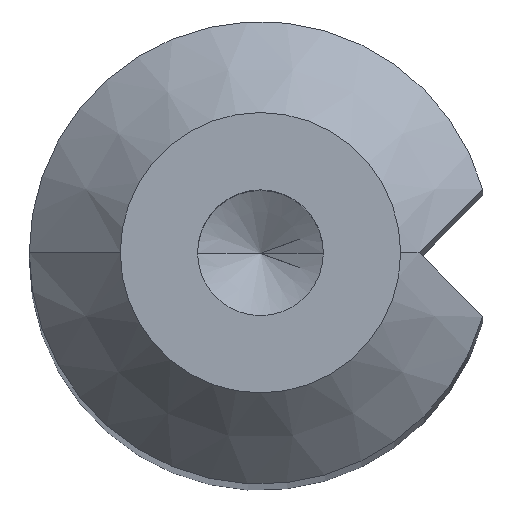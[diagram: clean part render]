
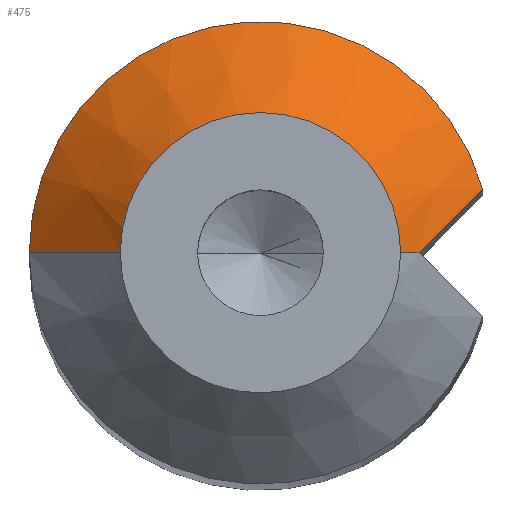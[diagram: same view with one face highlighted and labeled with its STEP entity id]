
A CAD part, top view. The second image highlights one B-rep face of the part: STEP entity #475.
In plain terms, the highlighted conical face has half-angle 45 degrees and reference radius 3.85 mm.
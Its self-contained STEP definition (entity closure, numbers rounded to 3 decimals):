
#5 = ORIENTED_EDGE ( 'NONE', *, *, #299, .F. ) ;
#9 = CARTESIAN_POINT ( 'NONE',  ( 4.956, 0.602, 49.663 ) ) ;
#33 = CIRCLE ( 'NONE', #307, 6.35 ) ;
#40 = CARTESIAN_POINT ( 'NONE',  ( -3.85, 0., 50.8 ) ) ;
#44 = EDGE_CURVE ( 'NONE', #312, #283, #413, .T. ) ;
#56 = AXIS2_PLACEMENT_3D ( 'NONE', #302, #310, #62 ) ;
#62 = DIRECTION ( 'NONE',  ( 1., 0., 0. ) ) ;
#78 = CARTESIAN_POINT ( 'NONE',  ( -3.85, 0., 50.8 ) ) ;
#82 = DIRECTION ( 'NONE',  ( 1., 0., 0. ) ) ;
#91 = DIRECTION ( 'NONE',  ( -1., 0., 0. ) ) ;
#121 = VERTEX_POINT ( 'NONE', #432 ) ;
#128 = CARTESIAN_POINT ( 'NONE',  ( 4.354, 0., 50.296 ) ) ;
#150 = VECTOR ( 'NONE', #447, 1000. ) ;
#168 = VECTOR ( 'NONE', #241, 1000. ) ;
#188 = VERTEX_POINT ( 'NONE', #321 ) ;
#212 = EDGE_CURVE ( 'NONE', #283, #121, #235, .T. ) ;
#216 = CARTESIAN_POINT ( 'NONE',  ( 3.85, 0., 50.8 ) ) ;
#221 = CARTESIAN_POINT ( 'NONE',  ( 6.104, 1.75, 48.3 ) ) ;
#225 = ORIENTED_EDGE ( 'NONE', *, *, #415, .T. ) ;
#231 = ORIENTED_EDGE ( 'NONE', *, *, #468, .F. ) ;
#235 = LINE ( 'NONE', #78, #150 ) ;
#241 = DIRECTION ( 'NONE',  ( 0.707, 0., -0.707 ) ) ;
#283 = VERTEX_POINT ( 'NONE', #40 ) ;
#288 = LINE ( 'NONE', #216, #168 ) ;
#293 = CONICAL_SURFACE ( 'NONE', #365, 3.85, 0.785 ) ;
#298 = CARTESIAN_POINT ( 'NONE',  ( 5.822, 1.468, 48.649 ) ) ;
#299 = EDGE_CURVE ( 'NONE', #121, #188, #33, .T. ) ;
#301 = CARTESIAN_POINT ( 'NONE',  ( 0., 0., 50.8 ) ) ;
#302 = CARTESIAN_POINT ( 'NONE',  ( 0., 0., 50.8 ) ) ;
#307 = AXIS2_PLACEMENT_3D ( 'NONE', #330, #408, #82 ) ;
#308 = ORIENTED_EDGE ( 'NONE', *, *, #44, .F. ) ;
#310 = DIRECTION ( 'NONE',  ( 0., 0., 1. ) ) ;
#312 = VERTEX_POINT ( 'NONE', #449 ) ;
#321 = CARTESIAN_POINT ( 'NONE',  ( 6.104, 1.75, 48.3 ) ) ;
#330 = CARTESIAN_POINT ( 'NONE',  ( 0., 0., 48.3 ) ) ;
#344 = ORIENTED_EDGE ( 'NONE', *, *, #212, .F. ) ;
#345 = VERTEX_POINT ( 'NONE', #128 ) ;
#365 = AXIS2_PLACEMENT_3D ( 'NONE', #301, #387, #91 ) ;
#384 = CARTESIAN_POINT ( 'NONE',  ( 4.354, 0., 50.296 ) ) ;
#387 = DIRECTION ( 'NONE',  ( 0., 0., -1. ) ) ;
#408 = DIRECTION ( 'NONE',  ( 0., 0., -1. ) ) ;
#413 = CIRCLE ( 'NONE', #56, 3.85 ) ;
#415 = EDGE_CURVE ( 'NONE', #312, #345, #288, .T. ) ;
#425 = FACE_OUTER_BOUND ( 'NONE', #489, .T. ) ;
#432 = CARTESIAN_POINT ( 'NONE',  ( -6.35, 0., 48.3 ) ) ;
#447 = DIRECTION ( 'NONE',  ( -0.707, 0., -0.707 ) ) ;
#449 = CARTESIAN_POINT ( 'NONE',  ( 3.85, 0., 50.8 ) ) ;
#466 = CARTESIAN_POINT ( 'NONE',  ( 5.537, 1.183, 48.993 ) ) ;
#468 = EDGE_CURVE ( 'NONE', #188, #345, #479, .T. ) ;
#475 = ADVANCED_FACE ( 'NONE', ( #425 ), #293, .T. ) ;
#479 = B_SPLINE_CURVE_WITH_KNOTS ( 'NONE', 3,
 ( #221, #298, #466, #9, #506, #384 ),
 .UNSPECIFIED., .F., .F.,
 ( 4, 2, 4 ),
 ( 0., 0.002, 0.003 ),
 .UNSPECIFIED. ) ;
#489 = EDGE_LOOP ( 'NONE', ( #308, #225, #231, #5, #344 ) ) ;
#506 = CARTESIAN_POINT ( 'NONE',  ( 4.661, 0.307, 49.989 ) ) ;
